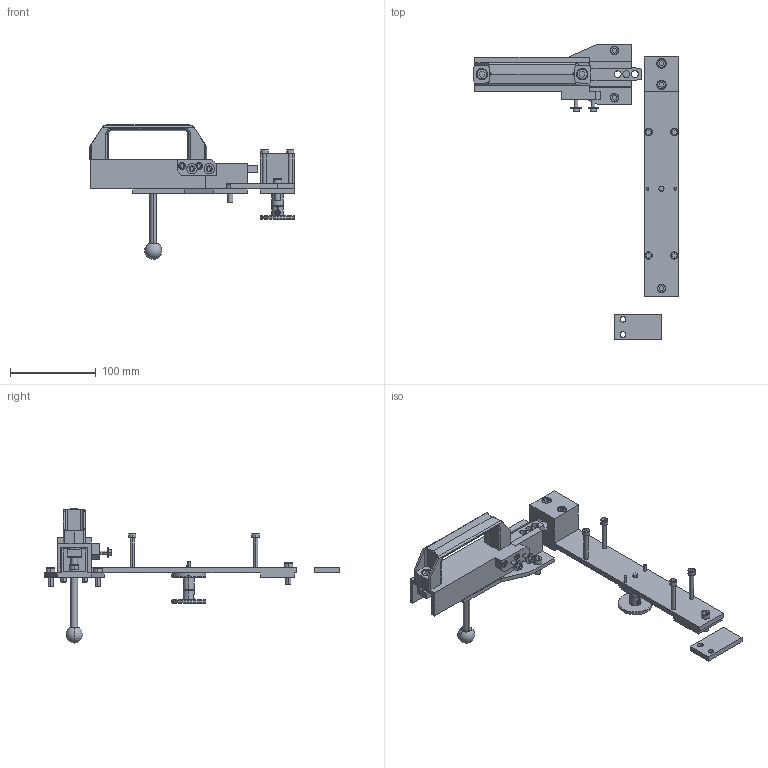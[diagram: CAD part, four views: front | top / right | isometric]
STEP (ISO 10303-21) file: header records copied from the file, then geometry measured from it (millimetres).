
FILE_DESCRIPTION((''),'2;1');
FILE_NAME('222824_ASM','2021-04-22T08:34:37',('PDMAdmin'),('BANNER ENGINEERING'),'CREO PARAMETRIC BY PTC INC, 2019292','CREO PARAMETRIC BY PTC INC, 2019292','');
FILE_SCHEMA(('CONFIG_CONTROL_DESIGN'));
Length unit declared in the file: millimetre
Products named in the file (8): 222824_001_001; 222824_001_002; 222824_001_003; 222824_001_ASM; 222824_002_001; 222824_002_002; 222824_002_ASM; 222824_ASM
Assembly tree (7 placements, depth 3):
  222824_ASM
    222824_001_ASM
      222824_001_001
      222824_001_002
      222824_001_003
    222824_002_ASM
      222824_002_001
      222824_002_002
Bounding box: 239.5 x 345 x 157.1 mm (x, y, z)
Volume: 350896.1 mm3; surface area: 153980.3 mm2
Topology: 7 solids, 9 shells, 807 faces, 2046 edges, 1344 vertices
Faces by surface type: plane 397, cylinder 290, cone 68, torus 42, sphere 10
Entity records: 25193 total; most frequent: CARTESIAN_POINT 4898, DIRECTION 4397, ORIENTED_EDGE 4060, EDGE_CURVE 2030, AXIS2_PLACEMENT_3D 1647, VERTEX_POINT 1344, VECTOR 1103, LINE 1103
